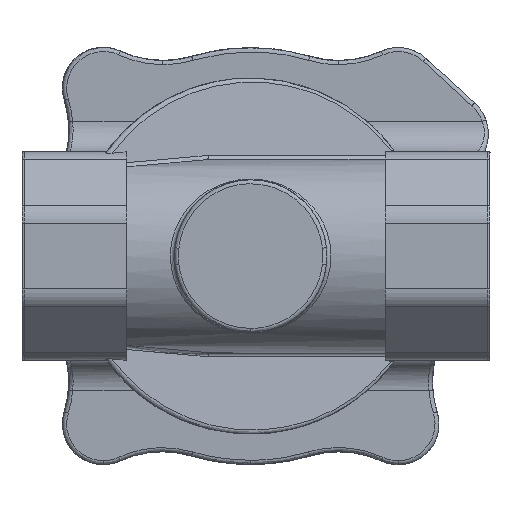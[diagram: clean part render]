
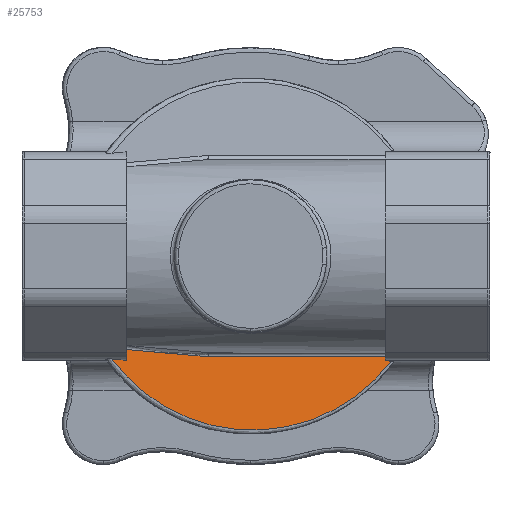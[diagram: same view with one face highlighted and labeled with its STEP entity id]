
A CAD part, front view. The second image highlights one B-rep face of the part: STEP entity #25753.
In plain terms, the highlighted planar face has unit normal (0.42, -0.907, 0).
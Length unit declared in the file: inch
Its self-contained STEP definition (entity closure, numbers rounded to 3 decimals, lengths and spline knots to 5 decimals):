
#382 = CARTESIAN_POINT ( 'NONE',  ( 0.06608, 0.23062, -1.34776 ) ) ;
#534 = CARTESIAN_POINT ( 'NONE',  ( 0.999, 0.6624, 0. ) ) ;
#1049 = VECTOR ( 'NONE', #15343, 39.37008 ) ;
#2114 = CARTESIAN_POINT ( 'NONE',  ( 0.47325, 0.41907, -1.25462 ) ) ;
#2550 = CARTESIAN_POINT ( 'NONE',  ( 0.90999, 0.6212, -0.9724 ) ) ;
#3204 = CARTESIAN_POINT ( 'NONE',  ( -0.999, -0.26234, -0.80676 ) ) ;
#4025 = DIRECTION ( 'NONE',  ( 0.908, 0.42, 0. ) ) ;
#4268 = CARTESIAN_POINT ( 'NONE',  ( 0.37418, 0.37321, -1.2898 ) ) ;
#4303 = ORIENTED_EDGE ( 'NONE', *, *, #7948, .T. ) ;
#4414 = CARTESIAN_POINT ( 'NONE',  ( -0.73437, -0.13986, -1.15167 ) ) ;
#4846 = CARTESIAN_POINT ( 'NONE',  ( 0.98274, 0.65488, -0.89651 ) ) ;
#5073 = VERTEX_POINT ( 'NONE', #20349 ) ;
#5635 = LINE ( 'NONE', #7784, #27331 ) ;
#5804 = CARTESIAN_POINT ( 'NONE',  ( -1.07688, -0.29839, -0.80248 ) ) ;
#5903 = CARTESIAN_POINT ( 'NONE',  ( -1.11413, -0.31563, -0.79667 ) ) ;
#6047 = FACE_OUTER_BOUND ( 'NONE', #28245, .T. ) ;
#6862 = CARTESIAN_POINT ( 'NONE',  ( 0.66062, 0.50579, -1.16239 ) ) ;
#7055 = AXIS2_PLACEMENT_3D ( 'NONE', #20998, #7928, #4025 ) ;
#7670 = VERTEX_POINT ( 'NONE', #11801 ) ;
#7695 = CARTESIAN_POINT ( 'NONE',  ( -0.3714, 0.02813, -0.779 ) ) ;
#7767 = ORIENTED_EDGE ( 'NONE', *, *, #20883, .T. ) ;
#7784 = CARTESIAN_POINT ( 'NONE',  ( -0.999, -0.26234, 0. ) ) ;
#7928 = DIRECTION ( 'NONE',  ( 0.42, -0.908, 0. ) ) ;
#7948 = EDGE_CURVE ( 'NONE', #5073, #9647, #9456, .T. ) ;
#8353 = CARTESIAN_POINT ( 'NONE',  ( 1.0458, 0.68406, -0.81328 ) ) ;
#8359 = PLANE ( 'NONE',  #7055 ) ;
#9030 = CARTESIAN_POINT ( 'NONE',  ( 0.17059, 0.27899, -1.33637 ) ) ;
#9456 = LINE ( 'NONE', #534, #1049 ) ;
#9647 = VERTEX_POINT ( 'NONE', #13453 ) ;
#10222 = CARTESIAN_POINT ( 'NONE',  ( 1.01473, 0.66968, -0.81024 ) ) ;
#10717 = EDGE_CURVE ( 'NONE', #15576, #7670, #11348, .T. ) ;
#10902 = CARTESIAN_POINT ( 'NONE',  ( -0.54843, -0.0538, -1.24677 ) ) ;
#11348 =( BOUNDED_CURVE ( )  B_SPLINE_CURVE ( 3, ( #14700, #5804, #16293, #3204 ),
 .UNSPECIFIED., .F., .F. ) 
 B_SPLINE_CURVE_WITH_KNOTS ( ( 4, 4 ),
 ( 1.24551, 1.52169 ),
 .UNSPECIFIED. ) 
 CURVE ( )  GEOMETRIC_REPRESENTATION_ITEM ( )  RATIONAL_B_SPLINE_CURVE ( ( 1., 0.994, 0.994, 1. ) ) 
 REPRESENTATION_ITEM ( '' )  );
#11801 = CARTESIAN_POINT ( 'NONE',  ( -0.999, -0.26234, -0.80676 ) ) ;
#12660 = CARTESIAN_POINT ( 'NONE',  ( -0.47891, -0.02163, -0.779 ) ) ;
#13184 = CARTESIAN_POINT ( 'NONE',  ( -0.82177, -0.18031, -1.09325 ) ) ;
#13453 = CARTESIAN_POINT ( 'NONE',  ( 0.999, 0.6624, -0.779 ) ) ;
#13479 = CARTESIAN_POINT ( 'NONE',  ( -0.44992, -0.00821, -1.28347 ) ) ;
#13760 = DIRECTION ( 'NONE',  ( -0.908, -0.42, 0. ) ) ;
#14570 = EDGE_CURVE ( 'NONE', #17229, #5073, #20097, .T. ) ;
#14700 = CARTESIAN_POINT ( 'NONE',  ( -1.11413, -0.31563, -0.79667 ) ) ;
#15338 = CARTESIAN_POINT ( 'NONE',  ( 1.0458, 0.68406, -0.81328 ) ) ;
#15343 = DIRECTION ( 'NONE',  ( 0., 0., 1. ) ) ;
#15535 = EDGE_CURVE ( 'NONE', #28021, #21261, #19846, .T. ) ;
#15576 = VERTEX_POINT ( 'NONE', #5903 ) ;
#15674 = CARTESIAN_POINT ( 'NONE',  ( 1.0458, 0.68406, -0.81328 ) ) ;
#16293 = CARTESIAN_POINT ( 'NONE',  ( -1.03826, -0.28051, -0.80587 ) ) ;
#16311 = ORIENTED_EDGE ( 'NONE', *, *, #14570, .T. ) ;
#16575 = EDGE_CURVE ( 'NONE', #21261, #7670, #5635, .T. ) ;
#16809 = CARTESIAN_POINT ( 'NONE',  ( -0.999, -0.26234, -0.72282 ) ) ;
#16813 = B_SPLINE_CURVE_WITH_KNOTS ( 'NONE', 3,
 ( #15338, #4846, #2550, #24138, #6862, #2114, #4268, #9030, #382, #24284, #26451, #13479, #10902, #4414, #13184, #19642, #24583, #28454 ),
 .UNSPECIFIED., .F., .F.,
 ( 4, 2, 2, 2, 2, 2, 2, 2, 4 ),
 ( 0., 0.125, 0.25, 0.375, 0.5, 0.625, 0.75, 0.875, 1. ),
 .UNSPECIFIED. ) ;
#17229 = VERTEX_POINT ( 'NONE', #15674 ) ;
#18485 = LINE ( 'NONE', #20512, #26803 ) ;
#18826 = CARTESIAN_POINT ( 'NONE',  ( -0.89923, -0.21616, -0.74137 ) ) ;
#19137 = ORIENTED_EDGE ( 'NONE', *, *, #10717, .F. ) ;
#19626 = CARTESIAN_POINT ( 'NONE',  ( -0.999, -0.26234, -0.72282 ) ) ;
#19642 = CARTESIAN_POINT ( 'NONE',  ( -0.98079, -0.25391, -0.95786 ) ) ;
#19846 = B_SPLINE_CURVE_WITH_KNOTS ( 'NONE', 3,
 ( #27796, #12660, #21302, #21447, #18826, #16809 ),
 .UNSPECIFIED., .F., .F.,
 ( 4, 2, 4 ),
 ( 0., 0.5, 1. ),
 .UNSPECIFIED. ) ;
#20097 =( BOUNDED_CURVE ( )  B_SPLINE_CURVE ( 3, ( #8353, #23315, #10222, #23452 ),
 .UNSPECIFIED., .F., .T. ) 
 B_SPLINE_CURVE_WITH_KNOTS ( ( 4, 4 ),
 ( 1.33967, 1.43306 ),
 .UNSPECIFIED. ) 
 CURVE ( )  GEOMETRIC_REPRESENTATION_ITEM ( )  RATIONAL_B_SPLINE_CURVE ( ( 1., 0.999, 0.999, 1. ) ) 
 REPRESENTATION_ITEM ( '' )  );
#20349 = CARTESIAN_POINT ( 'NONE',  ( 0.999, 0.6624, -0.80924 ) ) ;
#20512 = CARTESIAN_POINT ( 'NONE',  ( -0.07625, 0.16474, -0.779 ) ) ;
#20883 = EDGE_CURVE ( 'NONE', #9647, #28021, #18485, .T. ) ;
#20998 = CARTESIAN_POINT ( 'NONE',  ( -0.07625, 0.16474, 0. ) ) ;
#21261 = VERTEX_POINT ( 'NONE', #19626 ) ;
#21302 = CARTESIAN_POINT ( 'NONE',  ( -0.58546, -0.07094, -0.77427 ) ) ;
#21447 = CARTESIAN_POINT ( 'NONE',  ( -0.79657, -0.16865, -0.75538 ) ) ;
#21787 = ORIENTED_EDGE ( 'NONE', *, *, #15535, .T. ) ;
#22191 = ORIENTED_EDGE ( 'NONE', *, *, #16575, .T. ) ;
#23315 = CARTESIAN_POINT ( 'NONE',  ( 1.03034, 0.67691, -0.81159 ) ) ;
#23452 = CARTESIAN_POINT ( 'NONE',  ( 0.999, 0.6624, -0.80924 ) ) ;
#24138 = CARTESIAN_POINT ( 'NONE',  ( 0.74891, 0.54665, -1.10532 ) ) ;
#24284 = CARTESIAN_POINT ( 'NONE',  ( -0.14275, 0.13396, -1.34616 ) ) ;
#24583 = CARTESIAN_POINT ( 'NONE',  ( -1.05237, -0.28704, -0.88086 ) ) ;
#25753 = ADVANCED_FACE ( 'NONE', ( #6047 ), #8359, .T. ) ;
#26043 = EDGE_CURVE ( 'NONE', #17229, #15576, #16813, .T. ) ;
#26451 = CARTESIAN_POINT ( 'NONE',  ( -0.24707, 0.08568, -1.33316 ) ) ;
#26803 = VECTOR ( 'NONE', #13760, 39.37008 ) ;
#27331 = VECTOR ( 'NONE', #27654, 39.37008 ) ;
#27654 = DIRECTION ( 'NONE',  ( 0., 0., -1. ) ) ;
#27796 = CARTESIAN_POINT ( 'NONE',  ( -0.3714, 0.02813, -0.779 ) ) ;
#28021 = VERTEX_POINT ( 'NONE', #7695 ) ;
#28245 = EDGE_LOOP ( 'NONE', ( #16311, #4303, #7767, #21787, #22191, #19137, #28485 ) ) ;
#28454 = CARTESIAN_POINT ( 'NONE',  ( -1.11413, -0.31563, -0.79667 ) ) ;
#28485 = ORIENTED_EDGE ( 'NONE', *, *, #26043, .F. ) ;
